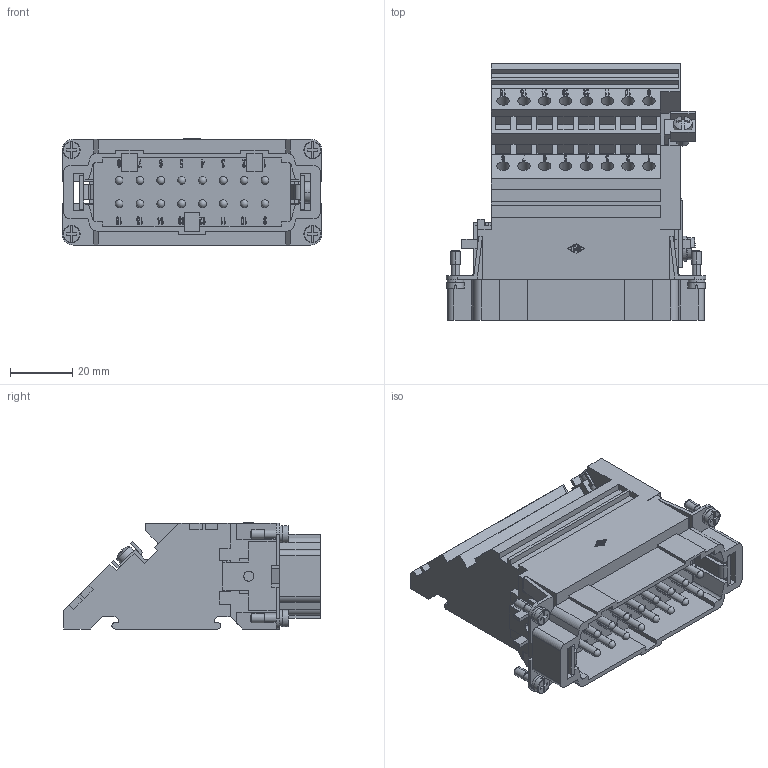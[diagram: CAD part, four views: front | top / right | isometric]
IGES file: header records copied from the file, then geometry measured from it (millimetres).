
Global section: file name: No Iges File Name specified; native system: AutoDesk Inventor R6.1; preprocessor: AutoDesk Inventor Iges Exporter R6.1; author: No Author specified; organization: No Organization specified; date: 20061127.140440; units: millimetre
Bounding box: 83.5 x 82.5 x 34.1 mm (x, y, z)
Volume: 112243.2 mm3; surface area: 34696.7 mm2
Topology: 1 solids, 1 shells, 1403 faces, 3832 edges, 2484 vertices
Faces by surface type: plane 799, bspline 440, cylinder 94, revolution 40, sphere 22, cone 4, torus 4
